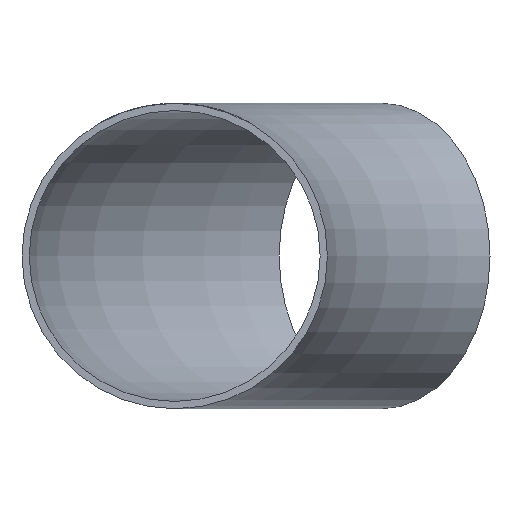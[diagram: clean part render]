
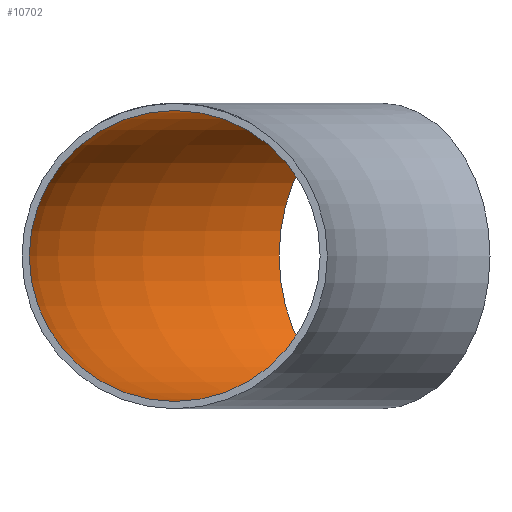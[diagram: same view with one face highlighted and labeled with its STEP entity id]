
A CAD part, front view. The second image highlights one B-rep face of the part: STEP entity #10702.
In plain terms, the highlighted toroidal (fillet/blend) face has major radius 390 mm and minor radius 80.15 mm.
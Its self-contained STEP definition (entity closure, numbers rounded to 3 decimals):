
#1155 = FACE_OUTER_BOUND ( 'NONE', #27481, .T. ) ;
#1433 = DIRECTION ( 'NONE',  ( -0.707, 0.707, 0. ) ) ;
#2542 = TOROIDAL_SURFACE ( 'NONE', #25868, 390., 80.15 ) ;
#3496 = CARTESIAN_POINT ( 'NONE',  ( -332.446, 332.446, 0. ) ) ;
#4856 = ORIENTED_EDGE ( 'NONE', *, *, #26318, .T. ) ;
#5406 = DIRECTION ( 'NONE',  ( 0., 0., -1. ) ) ;
#5535 = DIRECTION ( 'NONE',  ( 0.707, 0.707, 0. ) ) ;
#8085 = AXIS2_PLACEMENT_3D ( 'NONE', #10179, #5535, #1433 ) ;
#10127 = VERTEX_POINT ( 'NONE', #20903 ) ;
#10179 = CARTESIAN_POINT ( 'NONE',  ( -275.772, 275.772, 0. ) ) ;
#10702 = ADVANCED_FACE ( 'NONE', ( #1155, #18432 ), #2542, .F. ) ;
#11989 = DIRECTION ( 'NONE',  ( -1., 0., 0. ) ) ;
#12415 = DIRECTION ( 'NONE',  ( 0., 0., 1. ) ) ;
#13278 = ORIENTED_EDGE ( 'NONE', *, *, #19461, .F. ) ;
#16130 = EDGE_LOOP ( 'NONE', ( #13278 ) ) ;
#16206 = CARTESIAN_POINT ( 'NONE',  ( -390., 0., 0. ) ) ;
#16842 = VERTEX_POINT ( 'NONE', #3496 ) ;
#18301 = DIRECTION ( 'NONE',  ( 0., 1., 0. ) ) ;
#18432 = FACE_OUTER_BOUND ( 'NONE', #16130, .T. ) ;
#19461 = EDGE_CURVE ( 'NONE', #10127, #10127, #27417, .T. ) ;
#20903 = CARTESIAN_POINT ( 'NONE',  ( -390., 0., 80.15 ) ) ;
#24610 = CARTESIAN_POINT ( 'NONE',  ( 0., 0., 0. ) ) ;
#25101 = CIRCLE ( 'NONE', #8085, 80.15 ) ;
#25607 = AXIS2_PLACEMENT_3D ( 'NONE', #16206, #18301, #12415 ) ;
#25868 = AXIS2_PLACEMENT_3D ( 'NONE', #24610, #5406, #11989 ) ;
#26318 = EDGE_CURVE ( 'NONE', #16842, #16842, #25101, .T. ) ;
#27417 = CIRCLE ( 'NONE', #25607, 80.15 ) ;
#27481 = EDGE_LOOP ( 'NONE', ( #4856 ) ) ;
